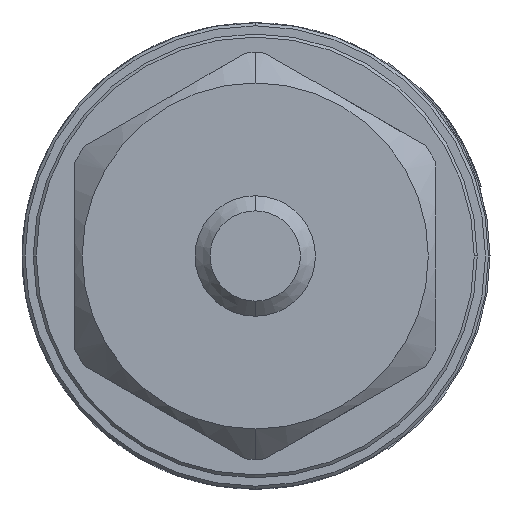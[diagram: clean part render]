
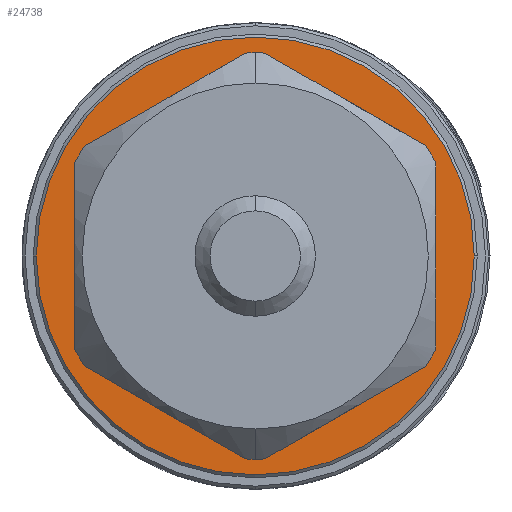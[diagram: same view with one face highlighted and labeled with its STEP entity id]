
A CAD part, front view. The second image highlights one B-rep face of the part: STEP entity #24738.
In plain terms, the highlighted planar face has unit normal (0, -1, 0).
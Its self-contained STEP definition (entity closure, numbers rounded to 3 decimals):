
#90 = VERTEX_POINT ( 'NONE', #13189 ) ;
#394 = DIRECTION ( 'NONE',  ( -0.866, 0., 0.5 ) ) ;
#560 = CARTESIAN_POINT ( 'NONE',  ( 0., -12.35, 0. ) ) ;
#1176 = EDGE_CURVE ( 'NONE', #22429, #8690, #24807, .T. ) ;
#1249 = CARTESIAN_POINT ( 'NONE',  ( 0.644, -12.35, 13.485 ) ) ;
#1507 = ORIENTED_EDGE ( 'NONE', *, *, #12163, .T. ) ;
#1582 = CIRCLE ( 'NONE', #15818, 14.55 ) ;
#2032 = CIRCLE ( 'NONE', #2702, 13.5 ) ;
#2038 = DIRECTION ( 'NONE',  ( 0., -1., 0. ) ) ;
#2278 = DIRECTION ( 'NONE',  ( 0., 1., 0. ) ) ;
#2300 = VERTEX_POINT ( 'NONE', #9852 ) ;
#2358 = FACE_OUTER_BOUND ( 'NONE', #19401, .T. ) ;
#2516 = ORIENTED_EDGE ( 'NONE', *, *, #10815, .F. ) ;
#2612 = CARTESIAN_POINT ( 'NONE',  ( 0., -12.35, 0. ) ) ;
#2659 = DIRECTION ( 'NONE',  ( 0., 0., -1. ) ) ;
#2668 = CARTESIAN_POINT ( 'NONE',  ( 0., -12.35, 0. ) ) ;
#2702 = AXIS2_PLACEMENT_3D ( 'NONE', #19473, #6827, #21580 ) ;
#2958 = VECTOR ( 'NONE', #8491, 1000. ) ;
#2987 = CARTESIAN_POINT ( 'NONE',  ( 0., -12.35, 0. ) ) ;
#3261 = ORIENTED_EDGE ( 'NONE', *, *, #10856, .T. ) ;
#3404 = CIRCLE ( 'NONE', #8735, 13.5 ) ;
#3448 = VERTEX_POINT ( 'NONE', #12910 ) ;
#3844 = EDGE_CURVE ( 'NONE', #90, #11720, #20888, .T. ) ;
#4019 = AXIS2_PLACEMENT_3D ( 'NONE', #2987, #17827, #5154 ) ;
#4215 = LINE ( 'NONE', #5189, #26021 ) ;
#4396 = VERTEX_POINT ( 'NONE', #4716 ) ;
#4407 = AXIS2_PLACEMENT_3D ( 'NONE', #2668, #17516, #4840 ) ;
#4419 = DIRECTION ( 'NONE',  ( -0.866, 0., -0.5 ) ) ;
#4661 = ORIENTED_EDGE ( 'NONE', *, *, #13445, .F. ) ;
#4716 = CARTESIAN_POINT ( 'NONE',  ( 14.55, -12.35, 0. ) ) ;
#4762 = DIRECTION ( 'NONE',  ( 0., 0., -1. ) ) ;
#4840 = DIRECTION ( 'NONE',  ( 0., 0., -1. ) ) ;
#5061 = CARTESIAN_POINT ( 'NONE',  ( 12., -12.35, -6.185 ) ) ;
#5118 = VERTEX_POINT ( 'NONE', #24476 ) ;
#5154 = DIRECTION ( 'NONE',  ( 0., 0., -1. ) ) ;
#5189 = CARTESIAN_POINT ( 'NONE',  ( -11.356, -12.35, 7.3 ) ) ;
#5721 = LINE ( 'NONE', #7770, #10708 ) ;
#5844 = CARTESIAN_POINT ( 'NONE',  ( 0., -12.35, 0. ) ) ;
#6827 = DIRECTION ( 'NONE',  ( 0., -1., 0. ) ) ;
#6976 = CARTESIAN_POINT ( 'NONE',  ( 11.356, -12.35, 7.3 ) ) ;
#7160 = EDGE_CURVE ( 'NONE', #4396, #2300, #1582, .T. ) ;
#7544 = EDGE_CURVE ( 'NONE', #2300, #4396, #10851, .T. ) ;
#7689 = AXIS2_PLACEMENT_3D ( 'NONE', #14985, #2278, #17122 ) ;
#7770 = CARTESIAN_POINT ( 'NONE',  ( -12., -12.35, 0. ) ) ;
#7816 = VERTEX_POINT ( 'NONE', #27108 ) ;
#7987 = DIRECTION ( 'NONE',  ( 0., 0., -1. ) ) ;
#8127 = VERTEX_POINT ( 'NONE', #6976 ) ;
#8267 = AXIS2_PLACEMENT_3D ( 'NONE', #2612, #17467, #4762 ) ;
#8491 = DIRECTION ( 'NONE',  ( 0., 0., -1. ) ) ;
#8690 = VERTEX_POINT ( 'NONE', #5061 ) ;
#8721 = CIRCLE ( 'NONE', #4019, 13.5 ) ;
#8735 = AXIS2_PLACEMENT_3D ( 'NONE', #5844, #20622, #7987 ) ;
#8837 = VERTEX_POINT ( 'NONE', #20878 ) ;
#9114 = EDGE_CURVE ( 'NONE', #5118, #16625, #5721, .T. ) ;
#9186 = EDGE_CURVE ( 'NONE', #23122, #16625, #16329, .T. ) ;
#9720 = DIRECTION ( 'NONE',  ( 0., 1., 0. ) ) ;
#9852 = CARTESIAN_POINT ( 'NONE',  ( -14.55, -12.35, 0. ) ) ;
#10549 = CARTESIAN_POINT ( 'NONE',  ( 12., -12.35, 6.185 ) ) ;
#10580 = CIRCLE ( 'NONE', #14966, 13.5 ) ;
#10657 = AXIS2_PLACEMENT_3D ( 'NONE', #12114, #26840, #14240 ) ;
#10708 = VECTOR ( 'NONE', #14161, 1000. ) ;
#10815 = EDGE_CURVE ( 'NONE', #8837, #7816, #8721, .T. ) ;
#10851 = CIRCLE ( 'NONE', #7689, 14.55 ) ;
#10856 = EDGE_CURVE ( 'NONE', #8837, #8127, #17325, .T. ) ;
#11129 = LINE ( 'NONE', #23749, #22346 ) ;
#11305 = FACE_BOUND ( 'NONE', #17464, .T. ) ;
#11720 = VERTEX_POINT ( 'NONE', #19418 ) ;
#11896 = ORIENTED_EDGE ( 'NONE', *, *, #25967, .T. ) ;
#12114 = CARTESIAN_POINT ( 'NONE',  ( 0., -12.35, 0. ) ) ;
#12163 = EDGE_CURVE ( 'NONE', #3448, #14792, #11129, .T. ) ;
#12272 = ORIENTED_EDGE ( 'NONE', *, *, #18767, .F. ) ;
#12910 = CARTESIAN_POINT ( 'NONE',  ( -0.644, -12.35, -13.485 ) ) ;
#13189 = CARTESIAN_POINT ( 'NONE',  ( 11.356, -12.35, -7.3 ) ) ;
#13445 = EDGE_CURVE ( 'NONE', #13589, #11720, #21359, .T. ) ;
#13589 = VERTEX_POINT ( 'NONE', #26457 ) ;
#14161 = DIRECTION ( 'NONE',  ( 0., 0., 1. ) ) ;
#14240 = DIRECTION ( 'NONE',  ( 0., 0., -1. ) ) ;
#14282 = ORIENTED_EDGE ( 'NONE', *, *, #7160, .F. ) ;
#14758 = CARTESIAN_POINT ( 'NONE',  ( 0., -12.35, 0. ) ) ;
#14792 = VERTEX_POINT ( 'NONE', #22912 ) ;
#14966 = AXIS2_PLACEMENT_3D ( 'NONE', #14758, #2038, #16854 ) ;
#14985 = CARTESIAN_POINT ( 'NONE',  ( 0., -12.35, 0. ) ) ;
#15208 = ORIENTED_EDGE ( 'NONE', *, *, #1176, .T. ) ;
#15297 = VECTOR ( 'NONE', #4419, 1000. ) ;
#15301 = ORIENTED_EDGE ( 'NONE', *, *, #9186, .F. ) ;
#15386 = DIRECTION ( 'NONE',  ( 0., -1., 0. ) ) ;
#15818 = AXIS2_PLACEMENT_3D ( 'NONE', #22361, #9720, #24451 ) ;
#16165 = EDGE_CURVE ( 'NONE', #3448, #13589, #3404, .T. ) ;
#16329 = CIRCLE ( 'NONE', #10657, 13.5 ) ;
#16532 = ORIENTED_EDGE ( 'NONE', *, *, #9114, .T. ) ;
#16625 = VERTEX_POINT ( 'NONE', #20619 ) ;
#16854 = DIRECTION ( 'NONE',  ( 0., 0., -1. ) ) ;
#17122 = DIRECTION ( 'NONE',  ( -1., 0., 0. ) ) ;
#17216 = DIRECTION ( 'NONE',  ( 0.866, 0., -0.5 ) ) ;
#17239 = AXIS2_PLACEMENT_3D ( 'NONE', #560, #15386, #2659 ) ;
#17325 = LINE ( 'NONE', #1249, #21917 ) ;
#17464 = EDGE_LOOP ( 'NONE', ( #15301, #11896, #2516, #3261, #12272, #15208, #26613, #22955, #4661, #23816, #1507, #18659, #16532 ) ) ;
#17467 = DIRECTION ( 'NONE',  ( 0., -1., 0. ) ) ;
#17516 = DIRECTION ( 'NONE',  ( 0., -1., 0. ) ) ;
#17827 = DIRECTION ( 'NONE',  ( 0., -1., 0. ) ) ;
#18659 = ORIENTED_EDGE ( 'NONE', *, *, #20014, .F. ) ;
#18767 = EDGE_CURVE ( 'NONE', #22429, #8127, #25772, .T. ) ;
#19219 = CARTESIAN_POINT ( 'NONE',  ( 11.356, -12.35, -7.3 ) ) ;
#19401 = EDGE_LOOP ( 'NONE', ( #24571, #14282 ) ) ;
#19418 = CARTESIAN_POINT ( 'NONE',  ( 0.644, -12.35, -13.485 ) ) ;
#19473 = CARTESIAN_POINT ( 'NONE',  ( 0., -12.35, 0. ) ) ;
#20014 = EDGE_CURVE ( 'NONE', #5118, #14792, #10580, .T. ) ;
#20619 = CARTESIAN_POINT ( 'NONE',  ( -12., -12.35, 6.185 ) ) ;
#20622 = DIRECTION ( 'NONE',  ( 0., -1., 0. ) ) ;
#20878 = CARTESIAN_POINT ( 'NONE',  ( 0.644, -12.35, 13.485 ) ) ;
#20888 = LINE ( 'NONE', #19219, #15297 ) ;
#21359 = CIRCLE ( 'NONE', #8267, 13.5 ) ;
#21465 = PLANE ( 'NONE',  #4407 ) ;
#21580 = DIRECTION ( 'NONE',  ( 0., 0., -1. ) ) ;
#21917 = VECTOR ( 'NONE', #17216, 1000. ) ;
#22304 = CARTESIAN_POINT ( 'NONE',  ( -11.356, -12.35, 7.3 ) ) ;
#22346 = VECTOR ( 'NONE', #394, 1000. ) ;
#22361 = CARTESIAN_POINT ( 'NONE',  ( 0., -12.35, 0. ) ) ;
#22429 = VERTEX_POINT ( 'NONE', #10549 ) ;
#22912 = CARTESIAN_POINT ( 'NONE',  ( -11.356, -12.35, -7.3 ) ) ;
#22930 = EDGE_CURVE ( 'NONE', #90, #8690, #2032, .T. ) ;
#22955 = ORIENTED_EDGE ( 'NONE', *, *, #3844, .T. ) ;
#23122 = VERTEX_POINT ( 'NONE', #22304 ) ;
#23231 = CARTESIAN_POINT ( 'NONE',  ( 12., -12.35, 0. ) ) ;
#23749 = CARTESIAN_POINT ( 'NONE',  ( -0.644, -12.35, -13.485 ) ) ;
#23816 = ORIENTED_EDGE ( 'NONE', *, *, #16165, .F. ) ;
#24186 = DIRECTION ( 'NONE',  ( 0.866, 0., 0.5 ) ) ;
#24451 = DIRECTION ( 'NONE',  ( -1., 0., 0. ) ) ;
#24476 = CARTESIAN_POINT ( 'NONE',  ( -12., -12.35, -6.185 ) ) ;
#24571 = ORIENTED_EDGE ( 'NONE', *, *, #7544, .F. ) ;
#24738 = ADVANCED_FACE ( 'NONE', ( #11305, #2358 ), #21465, .T. ) ;
#24807 = LINE ( 'NONE', #23231, #2958 ) ;
#25772 = CIRCLE ( 'NONE', #17239, 13.5 ) ;
#25967 = EDGE_CURVE ( 'NONE', #23122, #7816, #4215, .T. ) ;
#26021 = VECTOR ( 'NONE', #24186, 1000. ) ;
#26457 = CARTESIAN_POINT ( 'NONE',  ( 0., -12.35, -13.5 ) ) ;
#26613 = ORIENTED_EDGE ( 'NONE', *, *, #22930, .F. ) ;
#26840 = DIRECTION ( 'NONE',  ( 0., -1., 0. ) ) ;
#27108 = CARTESIAN_POINT ( 'NONE',  ( -0.644, -12.35, 13.485 ) ) ;
